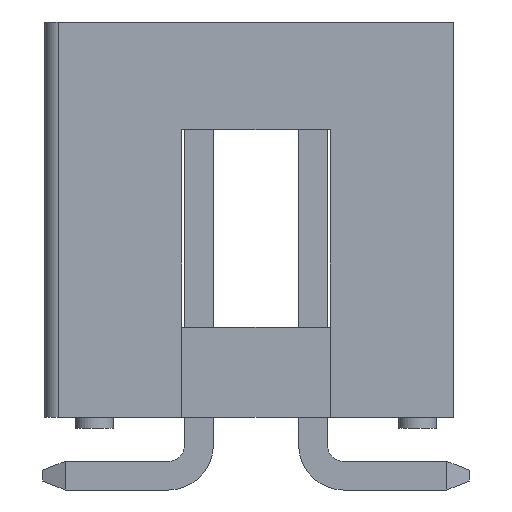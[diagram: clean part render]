
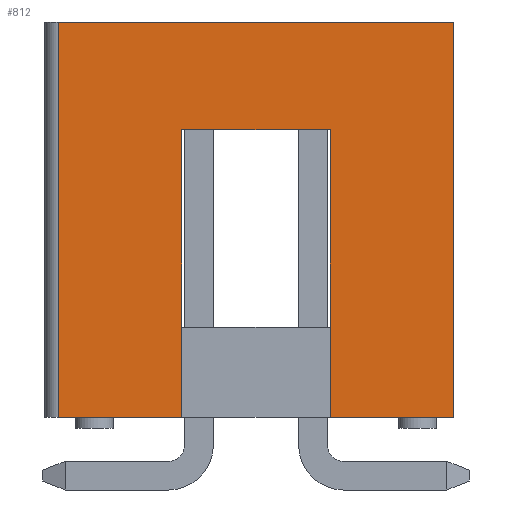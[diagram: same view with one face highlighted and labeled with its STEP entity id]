
A CAD part, left-side view. The second image highlights one B-rep face of the part: STEP entity #812.
In plain terms, the highlighted planar face has unit normal (-1, 0, 0).
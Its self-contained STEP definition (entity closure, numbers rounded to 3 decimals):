
#812 = ADVANCED_FACE( '', ( #1555 ), #1556, .T. );
#1555 = FACE_OUTER_BOUND( '', #2284, .T. );
#1556 = PLANE( '', #2285 );
#2284 = EDGE_LOOP( '', ( #3965, #3966, #3967, #3968, #3969, #3970, #3971, #3972 ) );
#2285 = AXIS2_PLACEMENT_3D( '', #3973, #3974, #3975 );
#3965 = ORIENTED_EDGE( '', *, *, #4925, .T. );
#3966 = ORIENTED_EDGE( '', *, *, #4838, .T. );
#3967 = ORIENTED_EDGE( '', *, *, #4555, .F. );
#3968 = ORIENTED_EDGE( '', *, *, #5012, .T. );
#3969 = ORIENTED_EDGE( '', *, *, #4782, .T. );
#3970 = ORIENTED_EDGE( '', *, *, #5100, .F. );
#3971 = ORIENTED_EDGE( '', *, *, #4559, .F. );
#3972 = ORIENTED_EDGE( '', *, *, #5101, .F. );
#3973 = CARTESIAN_POINT( '', ( -16.51, -4.4, -4.4 ) );
#3974 = DIRECTION( '', ( -1., 0., 0. ) );
#3975 = DIRECTION( '', ( 0., 0., 1. ) );
#4555 = EDGE_CURVE( '', #5435, #5437, #5438, .T. );
#4559 = EDGE_CURVE( '', #5443, #5445, #5446, .T. );
#4782 = EDGE_CURVE( '', #5802, #5800, #5803, .T. );
#4838 = EDGE_CURVE( '', #5880, #5437, #5881, .T. );
#4925 = EDGE_CURVE( '', #5990, #5880, #5991, .T. );
#5012 = EDGE_CURVE( '', #5435, #5802, #6098, .T. );
#5100 = EDGE_CURVE( '', #5445, #5800, #6197, .T. );
#5101 = EDGE_CURVE( '', #5990, #5443, #6198, .T. );
#5435 = VERTEX_POINT( '', #6647 );
#5437 = VERTEX_POINT( '', #6650 );
#5438 = LINE( '', #6651, #6652 );
#5443 = VERTEX_POINT( '', #6659 );
#5445 = VERTEX_POINT( '', #6662 );
#5446 = LINE( '', #6663, #6664 );
#5800 = VERTEX_POINT( '', #7191 );
#5802 = VERTEX_POINT( '', #7194 );
#5803 = LINE( '', #7195, #7196 );
#5880 = VERTEX_POINT( '', #7313 );
#5881 = LINE( '', #7314, #7315 );
#5990 = VERTEX_POINT( '', #7479 );
#5991 = LINE( '', #7480, #7481 );
#6098 = LINE( '', #7641, #7642 );
#6197 = LINE( '', #7788, #7789 );
#6198 = LINE( '', #7790, #7791 );
#6647 = CARTESIAN_POINT( '', ( -16.51, -4.4, -4.4 ) );
#6650 = CARTESIAN_POINT( '', ( -16.51, -1.65, -4.4 ) );
#6651 = CARTESIAN_POINT( '', ( -16.51, -4.4, -4.4 ) );
#6652 = VECTOR( '', #8034, 1000. );
#6659 = CARTESIAN_POINT( '', ( -16.51, 1.65, -4.4 ) );
#6662 = CARTESIAN_POINT( '', ( -16.51, 4.4, -4.4 ) );
#6663 = CARTESIAN_POINT( '', ( -16.51, -4.4, -4.4 ) );
#6664 = VECTOR( '', #8038, 1000. );
#7191 = CARTESIAN_POINT( '', ( -16.51, 4.4, 4.4 ) );
#7194 = CARTESIAN_POINT( '', ( -16.51, -4.4, 4.4 ) );
#7195 = CARTESIAN_POINT( '', ( -16.51, -4.4, 4.4 ) );
#7196 = VECTOR( '', #8231, 1000. );
#7313 = CARTESIAN_POINT( '', ( -16.51, -1.65, 2. ) );
#7314 = CARTESIAN_POINT( '', ( -16.51, -1.65, 2. ) );
#7315 = VECTOR( '', #8272, 1000. );
#7479 = CARTESIAN_POINT( '', ( -16.51, 1.65, 2. ) );
#7480 = CARTESIAN_POINT( '', ( -16.51, 1.65, 2. ) );
#7481 = VECTOR( '', #8337, 1000. );
#7641 = CARTESIAN_POINT( '', ( -16.51, -4.4, -4.4 ) );
#7642 = VECTOR( '', #8394, 1000. );
#7788 = CARTESIAN_POINT( '', ( -16.51, 4.4, -4.4 ) );
#7789 = VECTOR( '', #8445, 1000. );
#7790 = CARTESIAN_POINT( '', ( -16.51, 1.65, 2. ) );
#7791 = VECTOR( '', #8446, 1000. );
#8034 = DIRECTION( '', ( 0., 1., 0. ) );
#8038 = DIRECTION( '', ( 0., 1., 0. ) );
#8231 = DIRECTION( '', ( 0., 1., 0. ) );
#8272 = DIRECTION( '', ( 0., 0., -1. ) );
#8337 = DIRECTION( '', ( 0., -1., 0. ) );
#8394 = DIRECTION( '', ( 0., 0., 1. ) );
#8445 = DIRECTION( '', ( 0., 0., 1. ) );
#8446 = DIRECTION( '', ( 0., 0., -1. ) );
